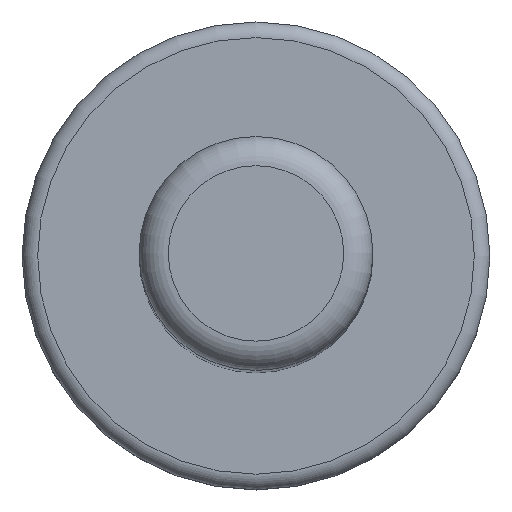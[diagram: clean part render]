
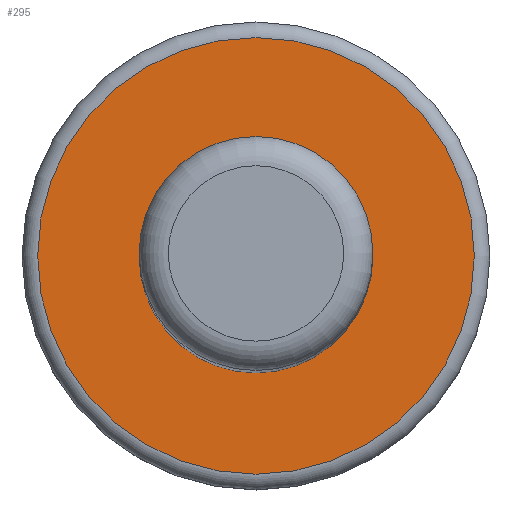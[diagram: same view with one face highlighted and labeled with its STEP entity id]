
A CAD part, top view. The second image highlights one B-rep face of the part: STEP entity #295.
In plain terms, the highlighted planar face has unit normal (0, 0, 1).
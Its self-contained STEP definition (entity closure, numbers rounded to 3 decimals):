
#114=DIRECTION('',(0.,0.,-1.));
#115=DIRECTION('',(-1.,0.,0.));
#135=DIRECTION('',(0.,0.,-1.));
#282=VERTEX_POINT('',#283);
#283=CARTESIAN_POINT('',(-0.933,0.,0.5));
#288=EDGE_CURVE('',#282,#282,#289,.T.);
#289=CIRCLE('',#290,0.933);
#290=AXIS2_PLACEMENT_3D('',#291,#114,#115);
#291=CARTESIAN_POINT('',(0.,0.,0.5));
#295=ADVANCED_FACE('',(#296,#299),#306,.F.);
#296=FACE_BOUND('',#297,.F.);
#297=EDGE_LOOP('',(#298));
#298=ORIENTED_EDGE('',*,*,#288,.T.);
#299=FACE_BOUND('',#300,.F.);
#300=EDGE_LOOP('',(#301));
#301=ORIENTED_EDGE('',*,*,#302,.F.);
#302=EDGE_CURVE('',#303,#303,#305,.T.);
#303=VERTEX_POINT('',#304);
#304=CARTESIAN_POINT('',(-0.5,0.,0.5));
#305=CIRCLE('',#290,0.5);
#306=PLANE('',#307);
#307=AXIS2_PLACEMENT_3D('',#291,#135,#115);
